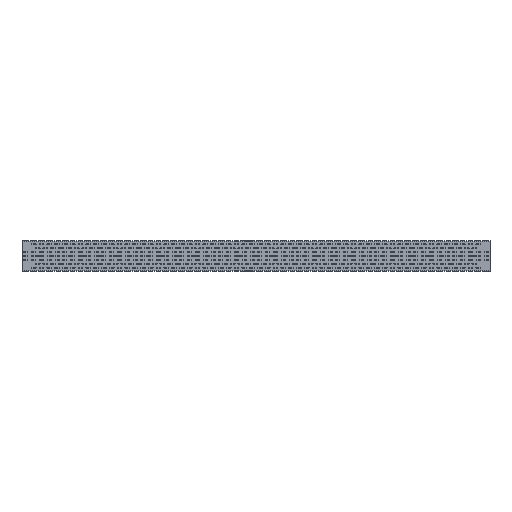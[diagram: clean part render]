
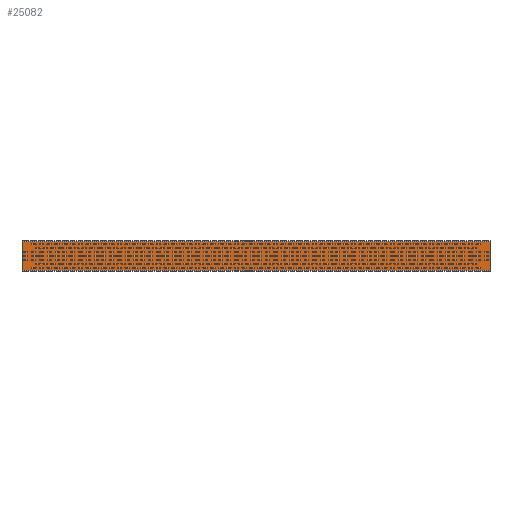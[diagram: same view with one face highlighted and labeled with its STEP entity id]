
A CAD part, top view. The second image highlights one B-rep face of the part: STEP entity #25082.
In plain terms, the highlighted planar face has unit normal (0, 0, 1).
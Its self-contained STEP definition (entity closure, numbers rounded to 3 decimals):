
#1750=FACE_OUTER_BOUND('',#2906,.T.);
#2906=EDGE_LOOP('',(#21194,#21195,#21196,#21197));
#6760=LINE('',#45098,#8948);
#6786=LINE('',#45194,#8974);
#6791=LINE('',#45207,#8979);
#6797=LINE('',#45230,#8985);
#8948=VECTOR('',#35651,1.);
#8974=VECTOR('',#35747,1.);
#8979=VECTOR('',#35760,1.);
#8985=VECTOR('',#35788,1.);
#12229=VERTEX_POINT('',#45095);
#12230=VERTEX_POINT('',#45097);
#12265=VERTEX_POINT('',#45192);
#12269=VERTEX_POINT('',#45206);
#16602=EDGE_CURVE('',#12230,#12229,#6760,.T.);
#16651=EDGE_CURVE('',#12265,#12229,#6786,.F.);
#16657=EDGE_CURVE('',#12269,#12230,#6791,.T.);
#16669=EDGE_CURVE('',#12269,#12265,#6797,.T.);
#21194=ORIENTED_EDGE('',*,*,#16651,.F.);
#21195=ORIENTED_EDGE('',*,*,#16669,.F.);
#21196=ORIENTED_EDGE('',*,*,#16657,.T.);
#21197=ORIENTED_EDGE('',*,*,#16602,.T.);
#23926=PLANE('',#29604);
#25082=ADVANCED_FACE('',(#1750),#23926,.T.);
#29604=AXIS2_PLACEMENT_3D('',#45266,#35832,#35833);
#35651=DIRECTION('',(0.,1.,0.));
#35747=DIRECTION('',(-1.,0.,0.));
#35760=DIRECTION('',(1.,0.,0.));
#35788=DIRECTION('',(0.,1.,0.));
#35832=DIRECTION('center_axis',(0.,0.,1.));
#35833=DIRECTION('ref_axis',(1.,0.,0.));
#45095=CARTESIAN_POINT('',(3206.015,134.77,-23.5));
#45097=CARTESIAN_POINT('',(3206.015,-58.23,-23.5));
#45098=CARTESIAN_POINT('',(3206.015,38.27,-23.5));
#45192=CARTESIAN_POINT('',(176.015,134.77,-23.5));
#45194=CARTESIAN_POINT('',(1691.015,134.77,-23.5));
#45206=CARTESIAN_POINT('',(176.015,-58.23,-23.5));
#45207=CARTESIAN_POINT('',(1691.015,-58.23,-23.5));
#45230=CARTESIAN_POINT('',(176.015,38.27,-23.5));
#45266=CARTESIAN_POINT('Origin',(1691.015,38.27,-23.5));
